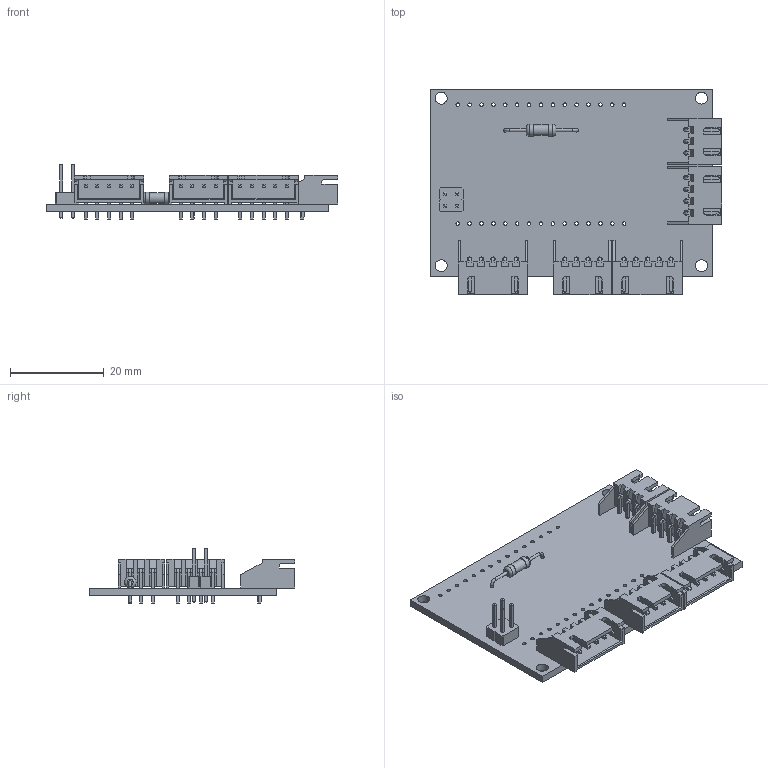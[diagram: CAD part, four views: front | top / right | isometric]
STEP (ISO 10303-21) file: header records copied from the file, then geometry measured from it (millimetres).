
FILE_DESCRIPTION(('KiCad electronic assembly'),'2;1');
FILE_NAME('SMuFF-Ifc2-ESP32.step','2022-01-25T11:00:29',('An Author'),( 'A Company'),'Open CASCADE STEP processor 6.9', 'KiCad to STEP converter','Unknown');
FILE_SCHEMA(('AUTOMOTIVE_DESIGN { 1 0 10303 214 1 1 1 1 }'));
Length unit declared in the file: millimetre
Products named in the file (12): Open CASCADE STEP translator 6.9 1; R_Axial_DIN0207_L6.3mm_D2.5mm_P15.24mm_Horizontal; SOLID; PinHeader_2x02_P2.54mm_Vertical; JST_XH_S3B-XH-A-1_1x03_P2.50mm_Horizontal; JST_XH_S4B-XH-A-1_1x04_P2.50mm_Horizontal; JST_XH_S5B-XH-A-1_1x05_P2.50mm_Horizontal; COMPOUND
Assembly tree (13 placements, depth 3):
  Open CASCADE STEP translator 6.9 1
    R_Axial_DIN0207_L6.3mm_D2.5mm_P15.24mm_Horizontal
      SOLID
    PinHeader_2x02_P2.54mm_Vertical
      SOLID
    JST_XH_S3B-XH-A-1_1x03_P2.50mm_Horizontal
      SOLID
    JST_XH_S4B-XH-A-1_1x04_P2.50mm_Horizontal  x2
      SOLID
    JST_XH_S5B-XH-A-1_1x05_P2.50mm_Horizontal  x2
      SOLID
    COMPOUND
Bounding box: 62.21 x 43.92 x 11.94 mm (x, y, z)
Volume: 5312.6 mm3; surface area: 9585.6 mm2
Topology: 8 solids, 8 shells, 1025 faces, 2689 edges, 1734 vertices
Faces by surface type: plane 891, cylinder 130, torus 4
Full cylindrical faces by diameter (mm): 0.6 x4, 0.762 x30, 0.8 x2, 0.95 x21, 1 x4, 2.25 x1, 2.5 x2, 2.54 x2, 2.553 x2
Entity records: 47550 total; most frequent: CARTESIAN_POINT 7242, DIRECTION 6775, LINE 4801, VECTOR 4801, ORIENTED_EDGE 3482, PCURVE 3482, DEFINITIONAL_REPRESENTATION 3482, EDGE_CURVE 1741
